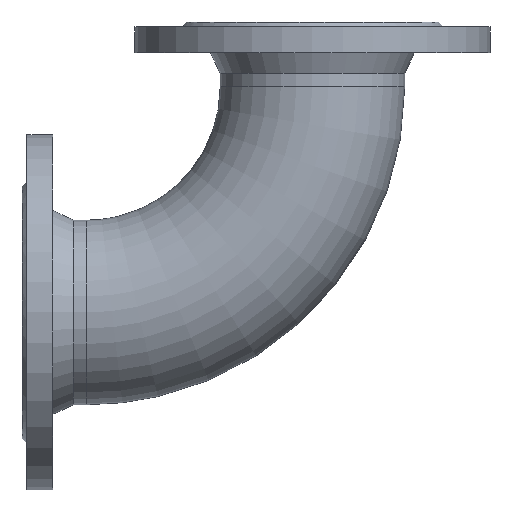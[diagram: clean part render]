
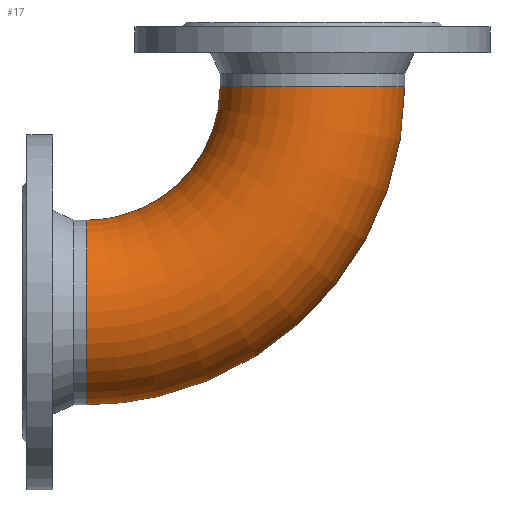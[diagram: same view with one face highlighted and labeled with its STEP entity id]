
A CAD part, left-side view. The second image highlights one B-rep face of the part: STEP entity #17.
In plain terms, the highlighted toroidal (fillet/blend) face has major radius 140 mm and minor radius 57.2 mm.
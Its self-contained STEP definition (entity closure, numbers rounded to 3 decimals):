
#17 = ADVANCED_FACE ( 'NONE', ( #632, #629 ), #627, .T. ) ;
#318 = VERTEX_POINT ( 'NONE', #399 ) ;
#320 = VERTEX_POINT ( 'NONE', #401 ) ;
#399 = CARTESIAN_POINT ( 'NONE',  ( 57.2, 140., -177. ) ) ;
#401 = CARTESIAN_POINT ( 'NONE',  ( 57.2, 0., -37. ) ) ;
#546 = EDGE_LOOP ( 'NONE', ( #1268 ) ) ;
#549 = EDGE_LOOP ( 'NONE', ( #1269 ) ) ;
#627 = TOROIDAL_SURFACE ( 'NONE', #975, 140., 57.2 ) ;
#629 = FACE_OUTER_BOUND ( 'NONE', #546, .T. ) ;
#632 = FACE_OUTER_BOUND ( 'NONE', #549, .T. ) ;
#708 = CIRCLE ( 'NONE', #1006, 57.2 ) ;
#710 = CIRCLE ( 'NONE', #1003, 57.2 ) ;
#784 = DIRECTION ( 'NONE',  ( 1., 0., 0. ) ) ;
#785 = CARTESIAN_POINT ( 'NONE',  ( 0., 140., -37. ) ) ;
#787 = DIRECTION ( 'NONE',  ( 0., 0., -1. ) ) ;
#913 = CARTESIAN_POINT ( 'NONE',  ( 0., 140., -177. ) ) ;
#914 = DIRECTION ( 'NONE',  ( 0., 1., 0. ) ) ;
#915 = DIRECTION ( 'NONE',  ( 1., 0., 0. ) ) ;
#922 = CARTESIAN_POINT ( 'NONE',  ( 0., 0., -37. ) ) ;
#923 = DIRECTION ( 'NONE',  ( 0., 0., -1. ) ) ;
#924 = DIRECTION ( 'NONE',  ( 1., 0., 0. ) ) ;
#975 = AXIS2_PLACEMENT_3D ( 'NONE', #785, #784, #787 ) ;
#1003 = AXIS2_PLACEMENT_3D ( 'NONE', #913, #914, #915 ) ;
#1006 = AXIS2_PLACEMENT_3D ( 'NONE', #922, #923, #924 ) ;
#1098 = EDGE_CURVE ( 'NONE', #318, #318, #710, .T. ) ;
#1101 = EDGE_CURVE ( 'NONE', #320, #320, #708, .T. ) ;
#1268 = ORIENTED_EDGE ( 'NONE', *, *, #1098, .F. ) ;
#1269 = ORIENTED_EDGE ( 'NONE', *, *, #1101, .T. ) ;
